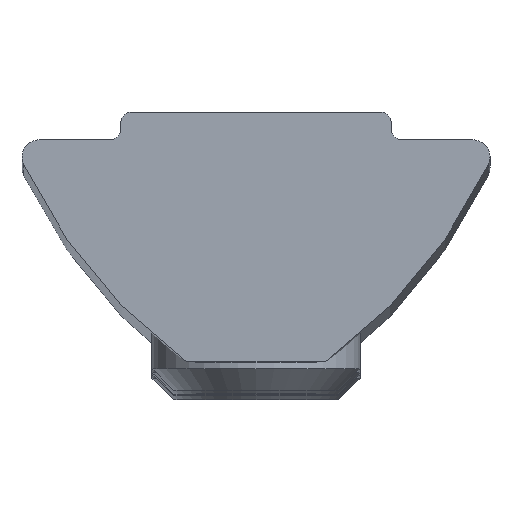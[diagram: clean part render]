
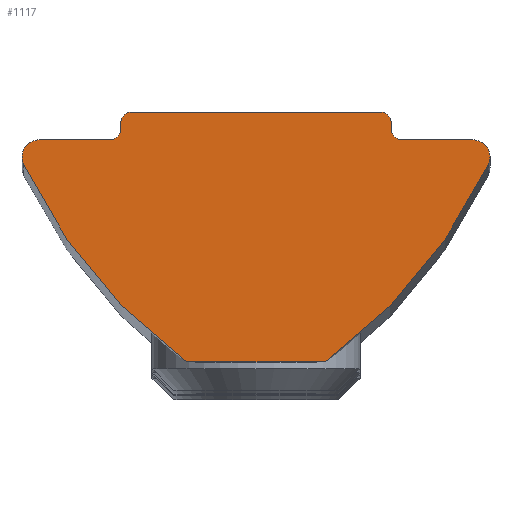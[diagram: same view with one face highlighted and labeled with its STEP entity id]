
A CAD part, top view. The second image highlights one B-rep face of the part: STEP entity #1117.
In plain terms, the highlighted planar face has unit normal (0, 0, 1).
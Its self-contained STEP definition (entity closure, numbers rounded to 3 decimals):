
#58=PLANE('',#1214);
#108=LINE('',#1767,#190);
#110=LINE('',#1772,#192);
#111=LINE('',#1776,#193);
#112=LINE('',#1780,#194);
#113=LINE('',#1787,#195);
#114=LINE('',#1791,#196);
#190=VECTOR('',#1365,4.);
#192=VECTOR('',#1369,7.2);
#193=VECTOR('',#1372,0.2);
#194=VECTOR('',#1375,2.05);
#195=VECTOR('',#1382,2.05);
#196=VECTOR('',#1385,0.2);
#295=FACE_OUTER_BOUND('',#371,.T.);
#371=EDGE_LOOP('',(#824,#825,#826,#827,#828,#829,#830,#831,#832,#833,#834,
#835,#836,#837));
#467=CIRCLE('',#1209,15.);
#468=CIRCLE('',#1215,0.3);
#469=CIRCLE('',#1216,0.3);
#470=CIRCLE('',#1217,0.5);
#471=CIRCLE('',#1218,15.);
#472=CIRCLE('',#1219,0.5);
#473=CIRCLE('',#1220,0.3);
#474=CIRCLE('',#1221,0.3);
#528=VERTEX_POINT('',#1749);
#529=VERTEX_POINT('',#1751);
#531=VERTEX_POINT('',#1766);
#532=VERTEX_POINT('',#1770);
#533=VERTEX_POINT('',#1771);
#534=VERTEX_POINT('',#1773);
#535=VERTEX_POINT('',#1775);
#536=VERTEX_POINT('',#1777);
#537=VERTEX_POINT('',#1779);
#538=VERTEX_POINT('',#1781);
#539=VERTEX_POINT('',#1784);
#540=VERTEX_POINT('',#1786);
#541=VERTEX_POINT('',#1788);
#542=VERTEX_POINT('',#1790);
#641=EDGE_CURVE('',#529,#528,#467,.T.);
#650=EDGE_CURVE('',#531,#529,#108,.T.);
#652=EDGE_CURVE('',#532,#533,#110,.T.);
#653=EDGE_CURVE('',#533,#534,#468,.T.);
#654=EDGE_CURVE('',#534,#535,#111,.T.);
#655=EDGE_CURVE('',#535,#536,#469,.T.);
#656=EDGE_CURVE('',#536,#537,#112,.T.);
#657=EDGE_CURVE('',#537,#538,#470,.T.);
#658=EDGE_CURVE('',#538,#531,#471,.T.);
#659=EDGE_CURVE('',#528,#539,#472,.T.);
#660=EDGE_CURVE('',#539,#540,#113,.T.);
#661=EDGE_CURVE('',#540,#541,#473,.T.);
#662=EDGE_CURVE('',#541,#542,#114,.T.);
#663=EDGE_CURVE('',#542,#532,#474,.T.);
#824=ORIENTED_EDGE('',*,*,#652,.T.);
#825=ORIENTED_EDGE('',*,*,#653,.T.);
#826=ORIENTED_EDGE('',*,*,#654,.T.);
#827=ORIENTED_EDGE('',*,*,#655,.T.);
#828=ORIENTED_EDGE('',*,*,#656,.T.);
#829=ORIENTED_EDGE('',*,*,#657,.T.);
#830=ORIENTED_EDGE('',*,*,#658,.T.);
#831=ORIENTED_EDGE('',*,*,#650,.T.);
#832=ORIENTED_EDGE('',*,*,#641,.T.);
#833=ORIENTED_EDGE('',*,*,#659,.T.);
#834=ORIENTED_EDGE('',*,*,#660,.T.);
#835=ORIENTED_EDGE('',*,*,#661,.T.);
#836=ORIENTED_EDGE('',*,*,#662,.T.);
#837=ORIENTED_EDGE('',*,*,#663,.T.);
#1117=ADVANCED_FACE('',(#295),#58,.T.);
#1209=AXIS2_PLACEMENT_3D('',#1752,#1347,#1348);
#1214=AXIS2_PLACEMENT_3D('',#1769,#1367,#1368);
#1215=AXIS2_PLACEMENT_3D('',#1774,#1370,#1371);
#1216=AXIS2_PLACEMENT_3D('',#1778,#1373,#1374);
#1217=AXIS2_PLACEMENT_3D('',#1782,#1376,#1377);
#1218=AXIS2_PLACEMENT_3D('',#1783,#1378,#1379);
#1219=AXIS2_PLACEMENT_3D('',#1785,#1380,#1381);
#1220=AXIS2_PLACEMENT_3D('',#1789,#1383,#1384);
#1221=AXIS2_PLACEMENT_3D('',#1792,#1386,#1387);
#1347=DIRECTION('center_axis',(0.,0.,1.));
#1348=DIRECTION('ref_axis',(0.59,-0.807,0.));
#1365=DIRECTION('',(1.,0.,0.));
#1367=DIRECTION('center_axis',(0.,0.,1.));
#1368=DIRECTION('ref_axis',(1.,0.,0.));
#1369=DIRECTION('',(-1.,0.,0.));
#1370=DIRECTION('center_axis',(0.,0.,1.));
#1371=DIRECTION('ref_axis',(0.,1.,0.));
#1372=DIRECTION('',(0.,-1.,0.));
#1373=DIRECTION('center_axis',(0.,0.,-1.));
#1374=DIRECTION('ref_axis',(0.,1.,0.));
#1375=DIRECTION('',(-1.,0.,0.));
#1376=DIRECTION('center_axis',(0.,0.,1.));
#1377=DIRECTION('ref_axis',(0.,1.,0.));
#1378=DIRECTION('center_axis',(0.,0.,1.));
#1379=DIRECTION('ref_axis',(-0.904,-0.428,0.));
#1380=DIRECTION('center_axis',(0.,0.,1.));
#1381=DIRECTION('ref_axis',(0.904,-0.428,0.));
#1382=DIRECTION('',(-1.,0.,0.));
#1383=DIRECTION('center_axis',(0.,0.,-1.));
#1384=DIRECTION('ref_axis',(1.,0.,0.));
#1385=DIRECTION('',(0.,1.,0.));
#1386=DIRECTION('center_axis',(0.,0.,1.));
#1387=DIRECTION('ref_axis',(1.,0.,0.));
#1749=CARTESIAN_POINT('',(6.702,-1.514,180.));
#1751=CARTESIAN_POINT('',(2.,-7.2,180.));
#1752=CARTESIAN_POINT('Origin',(-6.854,4.908,180.));
#1766=CARTESIAN_POINT('',(-2.,-7.2,180.));
#1767=CARTESIAN_POINT('',(-2.,-7.2,180.));
#1769=CARTESIAN_POINT('Origin',(0.,-2.863,
180.));
#1770=CARTESIAN_POINT('',(3.6,0.,180.));
#1771=CARTESIAN_POINT('',(-3.6,0.,180.));
#1772=CARTESIAN_POINT('',(3.6,0.,180.));
#1773=CARTESIAN_POINT('',(-3.9,-0.3,180.));
#1774=CARTESIAN_POINT('Origin',(-3.6,-0.3,180.));
#1775=CARTESIAN_POINT('',(-3.9,-0.5,180.));
#1776=CARTESIAN_POINT('',(-3.9,-0.3,180.));
#1777=CARTESIAN_POINT('',(-4.2,-0.8,180.));
#1778=CARTESIAN_POINT('Origin',(-4.2,-0.5,180.));
#1779=CARTESIAN_POINT('',(-6.25,-0.8,180.));
#1780=CARTESIAN_POINT('',(-4.2,-0.8,180.));
#1781=CARTESIAN_POINT('',(-6.702,-1.514,180.));
#1782=CARTESIAN_POINT('Origin',(-6.25,-1.3,180.));
#1783=CARTESIAN_POINT('Origin',(6.854,4.908,180.));
#1784=CARTESIAN_POINT('',(6.25,-0.8,180.));
#1785=CARTESIAN_POINT('Origin',(6.25,-1.3,180.));
#1786=CARTESIAN_POINT('',(4.2,-0.8,180.));
#1787=CARTESIAN_POINT('',(6.25,-0.8,180.));
#1788=CARTESIAN_POINT('',(3.9,-0.5,180.));
#1789=CARTESIAN_POINT('Origin',(4.2,-0.5,180.));
#1790=CARTESIAN_POINT('',(3.9,-0.3,180.));
#1791=CARTESIAN_POINT('',(3.9,-0.5,180.));
#1792=CARTESIAN_POINT('Origin',(3.6,-0.3,180.));
